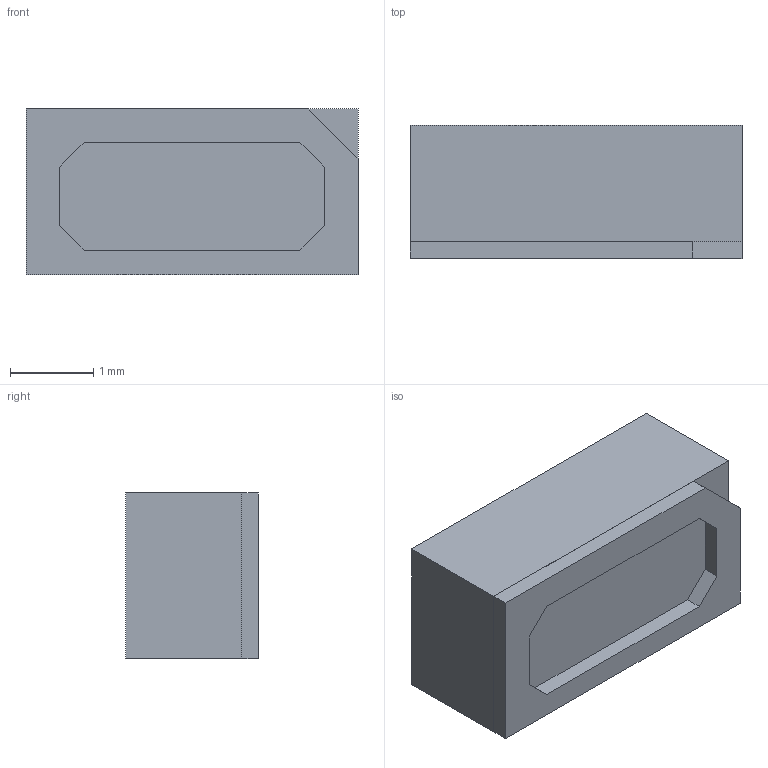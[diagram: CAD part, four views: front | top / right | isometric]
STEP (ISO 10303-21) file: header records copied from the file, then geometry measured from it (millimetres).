
FILE_DESCRIPTION(/* description */ (''),/* implementation_level */ '2;1');
FILE_NAME(/* name */ 'WS2812B-SIDE-A.step',/* time_stamp */ '2020-01-26T12:19:15+01:00',/* author */ (''),/* organization */ (''),/* preprocessor_version */ 'ST-DEVELOPER v15.2',/* originating_system */ 'Autodesk Translator Framework v2.0.0.5431',/* authorisation */ '');
FILE_SCHEMA (('AUTOMOTIVE_DESIGN { 1 0 10303 214 3 1 1 }'));
Length unit declared in the file: centimetre
Products named in the file (1): WS2812B-SIDE-A
Bounding box: 4 x 1.6 x 2 mm (x, y, z)
Volume: 12 mm3; surface area: 44.5 mm2
Topology: 2 solids, 2 shells, 21 faces, 51 edges, 34 vertices
Faces by surface type: plane 21
Entity records: 634 total; most frequent: CARTESIAN_POINT 107, ORIENTED_EDGE 102, DIRECTION 95, LINE 51, VECTOR 51, EDGE_CURVE 51, VERTEX_POINT 34, EDGE_LOOP 23
